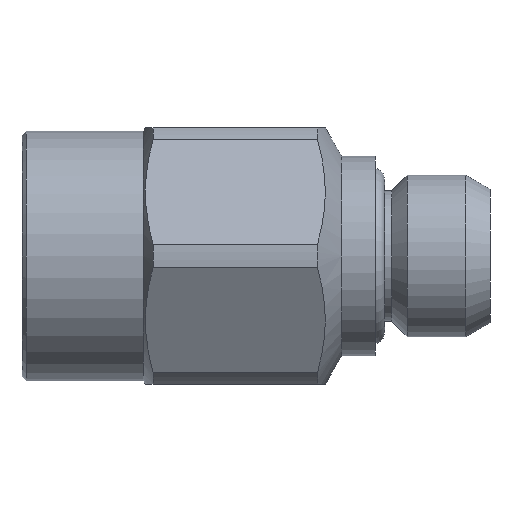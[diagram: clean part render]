
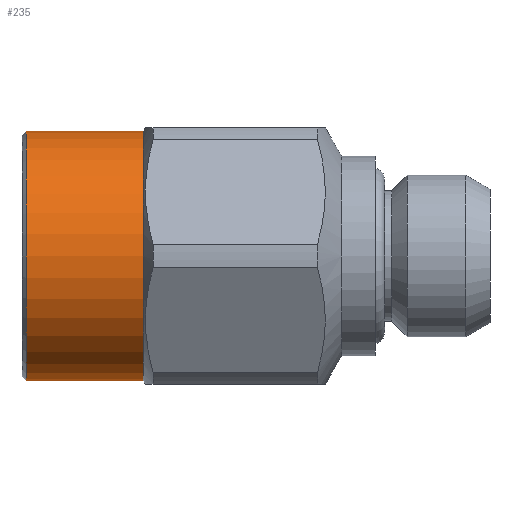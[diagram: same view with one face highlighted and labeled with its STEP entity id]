
A CAD part, left-side view. The second image highlights one B-rep face of the part: STEP entity #235.
In plain terms, the highlighted cylindrical face has radius 9.25 mm (diameter 18.5 mm), a full revolution.
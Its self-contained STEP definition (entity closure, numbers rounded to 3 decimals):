
#235 = ADVANCED_FACE( 'NONE', ( #620, #621 ), #622, .T. );
#620 = FACE_OUTER_BOUND( '', #1446, .T. );
#621 = FACE_OUTER_BOUND( '', #1447, .T. );
#622 = CYLINDRICAL_SURFACE( '', #1448, 9.25 );
#1446 = EDGE_LOOP( '', ( #3836 ) );
#1447 = EDGE_LOOP( '', ( #3837 ) );
#1448 = AXIS2_PLACEMENT_3D( '', #3838, #3839, #3840 );
#3836 = ORIENTED_EDGE( '', *, *, #5095, .F. );
#3837 = ORIENTED_EDGE( '', *, *, #5138, .T. );
#3838 = CARTESIAN_POINT( '', ( 0., 0., 0. ) );
#3839 = DIRECTION( '', ( 0., 1., 0. ) );
#3840 = DIRECTION( '', ( 0., 0., -1. ) );
#5095 = EDGE_CURVE( 'NONE', #5767, #5767, #5768, .T. );
#5138 = EDGE_CURVE( 'NONE', #5841, #5841, #5842, .T. );
#5767 = VERTEX_POINT( '', #6986 );
#5768 = CIRCLE( '', #6987, 9.25 );
#5841 = VERTEX_POINT( '', #7317 );
#5842 = CIRCLE( '', #7318, 9.25 );
#6986 = CARTESIAN_POINT( '', ( 0., 25.7, -9.25 ) );
#6987 = AXIS2_PLACEMENT_3D( '', #9713, #9714, #9715 );
#7317 = CARTESIAN_POINT( '', ( 0., 34.4, -9.25 ) );
#7318 = AXIS2_PLACEMENT_3D( '', #9733, #9734, #9735 );
#9713 = CARTESIAN_POINT( '', ( 0., 25.7, 0. ) );
#9714 = DIRECTION( '', ( 0., -1., 0. ) );
#9715 = DIRECTION( '', ( 0., 0., -1. ) );
#9733 = CARTESIAN_POINT( '', ( 0., 34.4, 0. ) );
#9734 = DIRECTION( '', ( 0., -1., 0. ) );
#9735 = DIRECTION( '', ( 0., 0., -1. ) );
